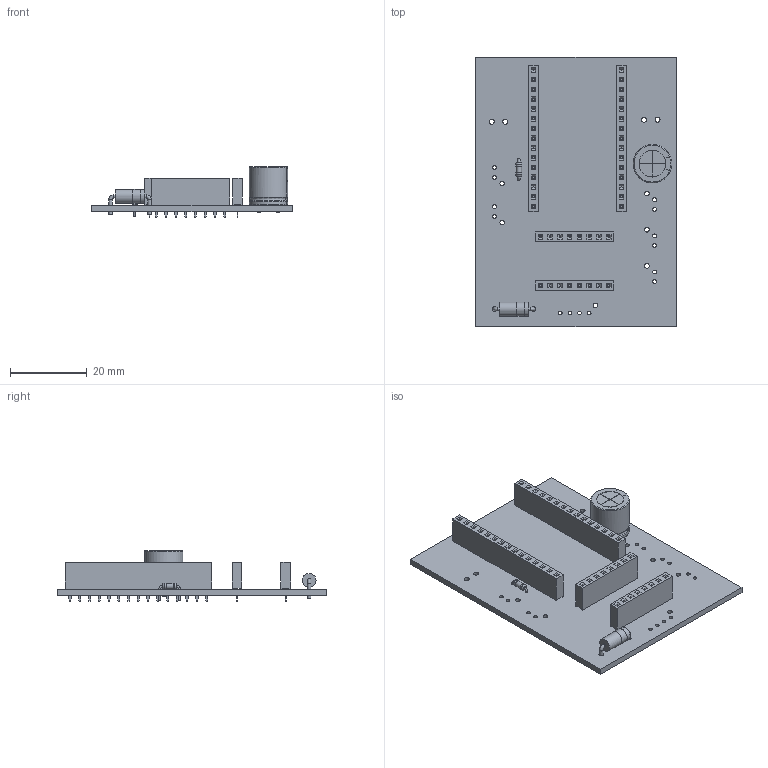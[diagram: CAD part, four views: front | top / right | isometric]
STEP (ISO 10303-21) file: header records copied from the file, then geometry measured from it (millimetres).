
FILE_DESCRIPTION(('KiCad electronic assembly'),'2;1');
FILE_NAME('SmartLock.step','2021-12-17T11:15:39',('An Author'),( 'A Company'),'Open CASCADE STEP processor 7.5', 'KiCad to STEP converter','Unknown');
FILE_SCHEMA(('AUTOMOTIVE_DESIGN { 1 0 10303 214 1 1 1 1 }'));
Length unit declared in the file: millimetre
Products named in the file (12): Open CASCADE STEP translator 7.5 1; D_DO-15_P10.16mm_Horizontal; SOLID; CP_Radial_D10.0mm_P5.00mm; PinSocket_1x08_P2.54mm_Vertical; PinSocket_1x15_P2.54mm_Vertical; R_Axial_DIN0204_L3.6mm_D1.6mm_P5.08mm_Horizontal; COMPOUND
Assembly tree (13 placements, depth 3):
  Open CASCADE STEP translator 7.5 1
    D_DO-15_P10.16mm_Horizontal
      SOLID
    CP_Radial_D10.0mm_P5.00mm
      SOLID
    PinSocket_1x08_P2.54mm_Vertical  x2
      SOLID
    PinSocket_1x15_P2.54mm_Vertical  x2
      SOLID
    R_Axial_DIN0204_L3.6mm_D1.6mm_P5.08mm_Horizontal
      SOLID
    COMPOUND
Bounding box: 52.07 x 70.1 x 13.1 mm (x, y, z)
Volume: 8552.5 mm3; surface area: 12058.9 mm2
Topology: 8 solids, 9 shells, 1626 faces, 4178 edges, 2719 vertices
Faces by surface type: plane 1507, cylinder 102, torus 8, bspline 5, revolution 4
Full cylindrical faces by diameter (mm): 0.5 x2, 0.7 x4, 0.9 x4, 0.95 x4, 1 x58, 1.2 x8, 1.3 x4, 1.44 x1, 1.6 x2, 3.6 x2, 3.62 x1
Entity records: 65045 total; most frequent: CARTESIAN_POINT 12389, DIRECTION 8668, LINE 6374, VECTOR 6374, ORIENTED_EDGE 4580, PCURVE 4580, DEFINITIONAL_REPRESENTATION 4580, EDGE_CURVE 2290
